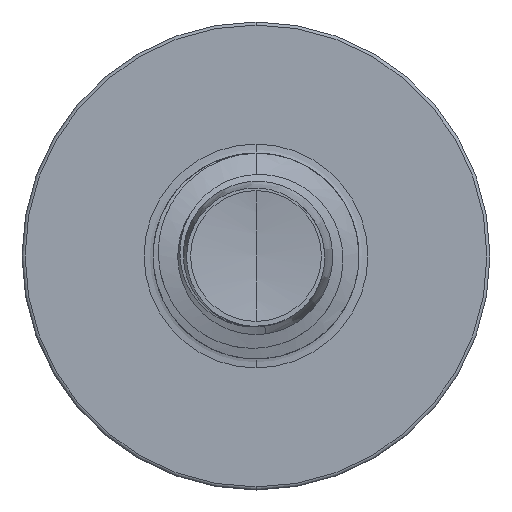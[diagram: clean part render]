
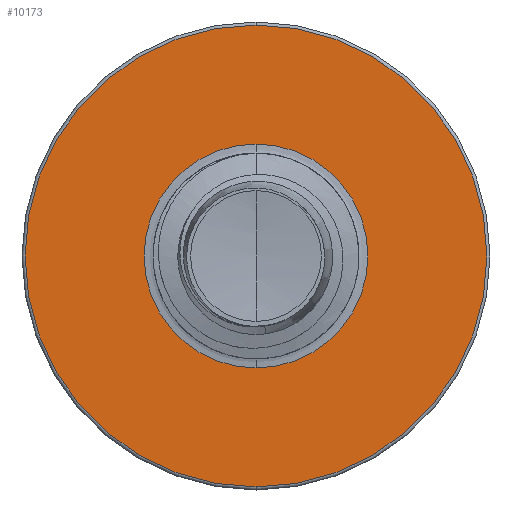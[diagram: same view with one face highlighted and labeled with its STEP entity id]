
A CAD part, front view. The second image highlights one B-rep face of the part: STEP entity #10173.
In plain terms, the highlighted planar face has unit normal (0, -1, 0).
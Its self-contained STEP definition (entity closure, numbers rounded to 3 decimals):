
#629 = DIRECTION ( 'NONE',  ( 0., 0., 1. ) ) ;
#1753 = CIRCLE ( 'NONE', #3100, 1.196 ) ;
#2183 = CARTESIAN_POINT ( 'NONE',  ( 0., 5.5, 0. ) ) ;
#3100 = AXIS2_PLACEMENT_3D ( 'NONE', #3413, #15937, #5311 ) ;
#3248 = EDGE_CURVE ( 'NONE', #8144, #17508, #13512, .T. ) ;
#3413 = CARTESIAN_POINT ( 'NONE',  ( 0., 5.5, 0. ) ) ;
#3861 = CARTESIAN_POINT ( 'NONE',  ( 0., 5.5, 1.196 ) ) ;
#4053 = DIRECTION ( 'NONE',  ( 0., 0., 1. ) ) ;
#4604 = VERTEX_POINT ( 'NONE', #3861 ) ;
#4746 = AXIS2_PLACEMENT_3D ( 'NONE', #11857, #11828, #11802 ) ;
#5311 = DIRECTION ( 'NONE',  ( 0., 0., 1. ) ) ;
#6146 = ORIENTED_EDGE ( 'NONE', *, *, #21755, .T. ) ;
#6284 = CARTESIAN_POINT ( 'NONE',  ( 0., 5.5, 0. ) ) ;
#6783 = FACE_BOUND ( 'NONE', #11934, .T. ) ;
#7140 = AXIS2_PLACEMENT_3D ( 'NONE', #2183, #14801, #4053 ) ;
#7320 = CIRCLE ( 'NONE', #16897, 2.467 ) ;
#8073 = DIRECTION ( 'NONE',  ( 0., 0., 1. ) ) ;
#8144 = VERTEX_POINT ( 'NONE', #16465 ) ;
#9249 = ORIENTED_EDGE ( 'NONE', *, *, #20437, .T. ) ;
#9806 = PLANE ( 'NONE',  #18004 ) ;
#10075 = CIRCLE ( 'NONE', #7140, 1.196 ) ;
#10173 = ADVANCED_FACE ( 'NONE', ( #20407, #6783 ), #9806, .F. ) ;
#10185 = EDGE_CURVE ( 'NONE', #17508, #8144, #7320, .T. ) ;
#11620 = DIRECTION ( 'NONE',  ( 0., 1., 0. ) ) ;
#11802 = DIRECTION ( 'NONE',  ( 0., 0., 1. ) ) ;
#11828 = DIRECTION ( 'NONE',  ( 0., 1., 0. ) ) ;
#11857 = CARTESIAN_POINT ( 'NONE',  ( 0., 5.5, 0. ) ) ;
#11923 = CARTESIAN_POINT ( 'NONE',  ( 0., 5.5, -1.196 ) ) ;
#11934 = EDGE_LOOP ( 'NONE', ( #9249, #6146 ) ) ;
#12179 = EDGE_LOOP ( 'NONE', ( #21092, #17413 ) ) ;
#13512 = CIRCLE ( 'NONE', #4746, 2.467 ) ;
#14801 = DIRECTION ( 'NONE',  ( 0., 1., 0. ) ) ;
#14881 = CARTESIAN_POINT ( 'NONE',  ( 0., 5.5, -1.196 ) ) ;
#15937 = DIRECTION ( 'NONE',  ( 0., 1., 0. ) ) ;
#16465 = CARTESIAN_POINT ( 'NONE',  ( 0., 5.5, 2.467 ) ) ;
#16897 = AXIS2_PLACEMENT_3D ( 'NONE', #6284, #18413, #8073 ) ;
#17413 = ORIENTED_EDGE ( 'NONE', *, *, #10185, .F. ) ;
#17508 = VERTEX_POINT ( 'NONE', #19655 ) ;
#18004 = AXIS2_PLACEMENT_3D ( 'NONE', #14881, #11620, #629 ) ;
#18413 = DIRECTION ( 'NONE',  ( 0., 1., 0. ) ) ;
#18831 = VERTEX_POINT ( 'NONE', #11923 ) ;
#19655 = CARTESIAN_POINT ( 'NONE',  ( 0., 5.5, -2.467 ) ) ;
#20407 = FACE_OUTER_BOUND ( 'NONE', #12179, .T. ) ;
#20437 = EDGE_CURVE ( 'NONE', #4604, #18831, #1753, .T. ) ;
#21092 = ORIENTED_EDGE ( 'NONE', *, *, #3248, .F. ) ;
#21755 = EDGE_CURVE ( 'NONE', #18831, #4604, #10075, .T. ) ;
